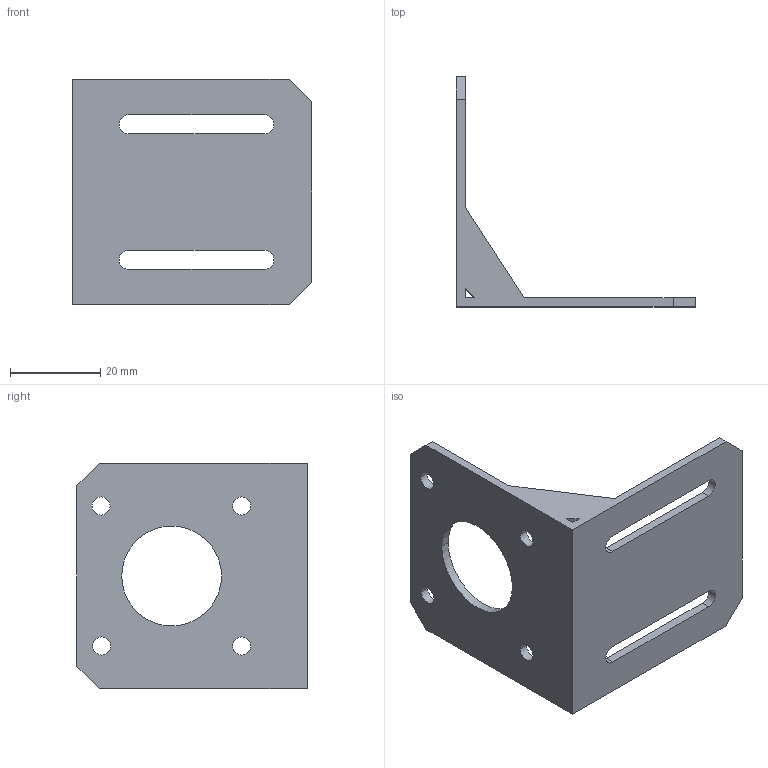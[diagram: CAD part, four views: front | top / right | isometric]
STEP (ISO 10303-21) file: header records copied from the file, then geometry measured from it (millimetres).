
FILE_DESCRIPTION (( 'STEP AP214' ), '1' );
FILE_NAME ('Nema17 Lbeugel.STEP', '2022-12-03T06:33:23', ( '' ), ( '' ), 'SwSTEP 2.0', 'SolidWorks 2021', '' );
FILE_SCHEMA (( 'AUTOMOTIVE_DESIGN' ));
Length unit declared in the file: millimetre
Products named in the file (1): Nema17 Lbeugel
Bounding box: 53 x 51 x 50 mm (x, y, z)
Volume: 9183.4 mm3; surface area: 10291.6 mm2
Topology: 1 solids, 1 shells, 38 faces, 114 edges, 76 vertices
Faces by surface type: plane 22, cylinder 16
Entity records: 1360 total; most frequent: CARTESIAN_POINT 229, ORIENTED_EDGE 228, DIRECTION 224, EDGE_CURVE 114, LINE 82, VECTOR 82, VERTEX_POINT 76, AXIS2_PLACEMENT_3D 71
